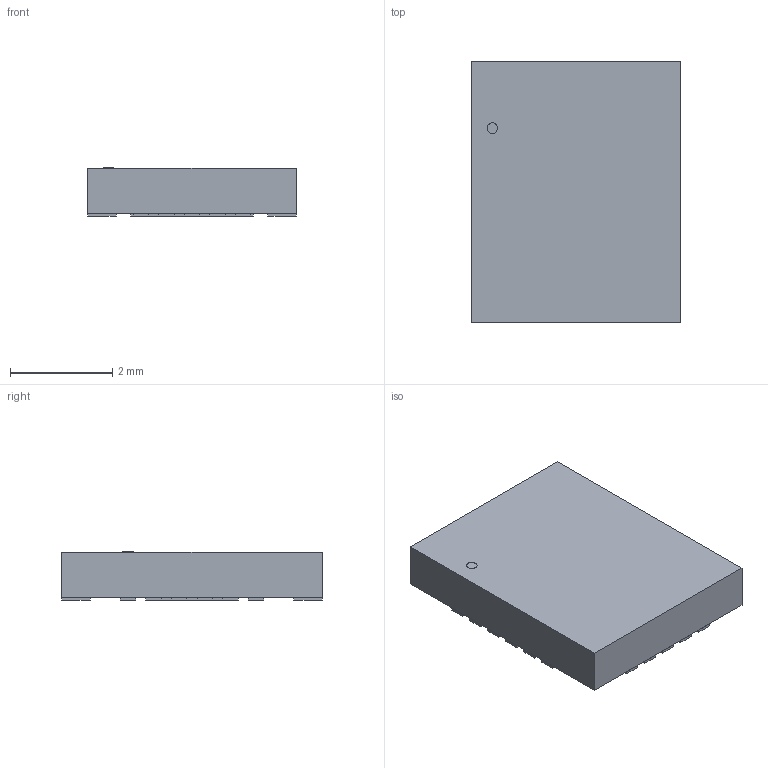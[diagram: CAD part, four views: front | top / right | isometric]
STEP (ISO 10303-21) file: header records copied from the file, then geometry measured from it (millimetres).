
FILE_DESCRIPTION(('STEP AP214'),'1');
FILE_NAME('QFN-22_MP1922_MNP','2024-01-16T07:10:15',(''),(''),'','','');
FILE_SCHEMA(('AUTOMOTIVE_DESIGN'));
Length unit declared in the file: millimetre
Products named in the file (1): product
Bounding box: 4.09 x 5.11 x 0.94 mm (x, y, z)
Volume: 19 mm3; surface area: 76.7 mm2
Topology: 25 solids, 25 shells, 147 faces, 291 edges, 194 vertices
Faces by surface type: plane 146, cylinder 1
Full cylindrical faces by diameter (mm): 0.204 x1
Entity records: 3685 total; most frequent: DIRECTION 590, ORIENTED_EDGE 580, CARTESIAN_POINT 345, EDGE_CURVE 290, LINE 288, VECTOR 288, VERTEX_POINT 194, AXIS2_PLACEMENT_3D 151
